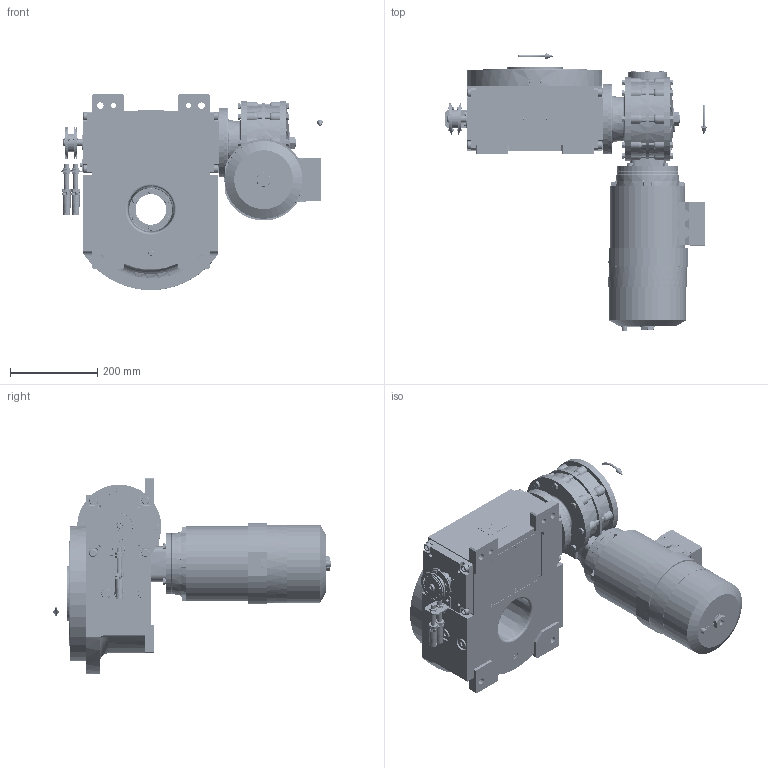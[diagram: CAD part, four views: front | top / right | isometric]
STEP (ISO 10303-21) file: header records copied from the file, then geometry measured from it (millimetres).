
FILE_DESCRIPTION (( 'STEP AP203' ), '1' );
FILE_NAME ('PC5201612.step', '2025-10-23T11:17:57', ( '' ), ( '' ), 'SwSTEP 2.0', 'SolidWorks 2020', '' );
FILE_SCHEMA (( 'CONFIG_CONTROL_DESIGN' ));
Length unit declared in the file: millimetre
Products named in the file (96): CFN2155_01_195.stp; cfn2128_19_002; cfn2155_01_196; AS_900_00_00_005; cfn2000_01_099; cfn2003_01_054; BA90SB14; rig09_017; rig09_002_bl_003; RIG09_005_AF0.stp; rig09_016; cfn2070_05_009; cfn2000_01_081; cfn2401_02_005; AS_rig09_071_6_m; AS_rig09_002_bl_003; cfn2205_01_015; 900_00_00_005; cfn2107_01_001; RMI85_F3_LCB_DX_90B14; CFN2000_01_185.stp; rig09_001_a; rig09_004; cfn2400_04_024; cfn2104_01_018; cfn2000_01_184; cfn2000_01_161; AS_cfn2400_04_024; AS_900_38_10_028; AS_900_38_30_003; cfn2115_02_057; RIG09_005_ASM.stp; freccia_angolare; cfn2055_01_002; rig09_007_master; freccia_angolare_albero; cfn2077_01_036; cfn2115_02_194; CFN2223_02_003.stp; cfn2000_01_126 ...
Assembly tree (88 placements, depth 5):
  cfn2205_01_015
  cfn2115_02_057
  rig09_007_master
  cfn2077_01_036
  CFN2223_02_003.stp
Bounding box: 599.5 x 636 x 450 mm (x, y, z)
Volume: 17763929.6 mm3; surface area: 1905337.4 mm2
Topology: 76 solids, 93 shells, 5939 faces, 14967 edges, 9516 vertices
Faces by surface type: plane 2814, cylinder 1905, cone 945, torus 226, bspline 45, sphere 4
Entity records: 174013 total; most frequent: CARTESIAN_POINT 48917, DIRECTION 23964, ORIENTED_EDGE 23964, EDGE_CURVE 11982, AXIS2_PLACEMENT_3D 8805, VERTEX_POINT 7690, LINE 6354, VECTOR 6354
